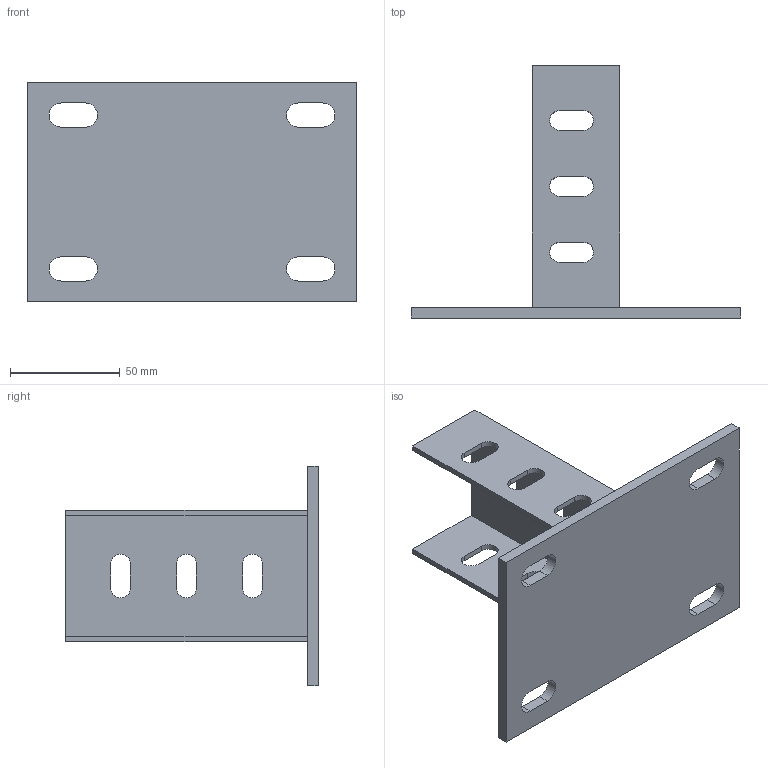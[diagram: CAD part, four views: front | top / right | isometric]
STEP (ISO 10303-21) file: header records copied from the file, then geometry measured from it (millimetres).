
FILE_DESCRIPTION (( 'STEP AP203' ), '1' );
FILE_NAME ('CLW10-SSH Êðîíøòåéí ïîòîëî÷íûé SSH IEK.SLDPRT.STEP', '2016-05-11T09:27:53', ( '' ), ( '' ), 'SwSTEP 2.0', 'SolidWorks 2014', '' );
FILE_SCHEMA (( 'CONFIG_CONTROL_DESIGN' ));
Length unit declared in the file: millimetre
Products named in the file (1): CLW10-SSH Êðîíøòåéí ïîòîëî÷íûé SSH IEK.SLDPRT
Bounding box: 150 x 115 x 100 mm (x, y, z)
Volume: 104145.4 mm3; surface area: 60356.9 mm2
Topology: 1 solids, 1 shells, 67 faces, 192 edges, 128 vertices
Faces by surface type: plane 41, cylinder 26
Entity records: 2327 total; most frequent: CARTESIAN_POINT 388, ORIENTED_EDGE 384, DIRECTION 380, EDGE_CURVE 192, VECTOR 140, LINE 140, VERTEX_POINT 128, AXIS2_PLACEMENT_3D 120
